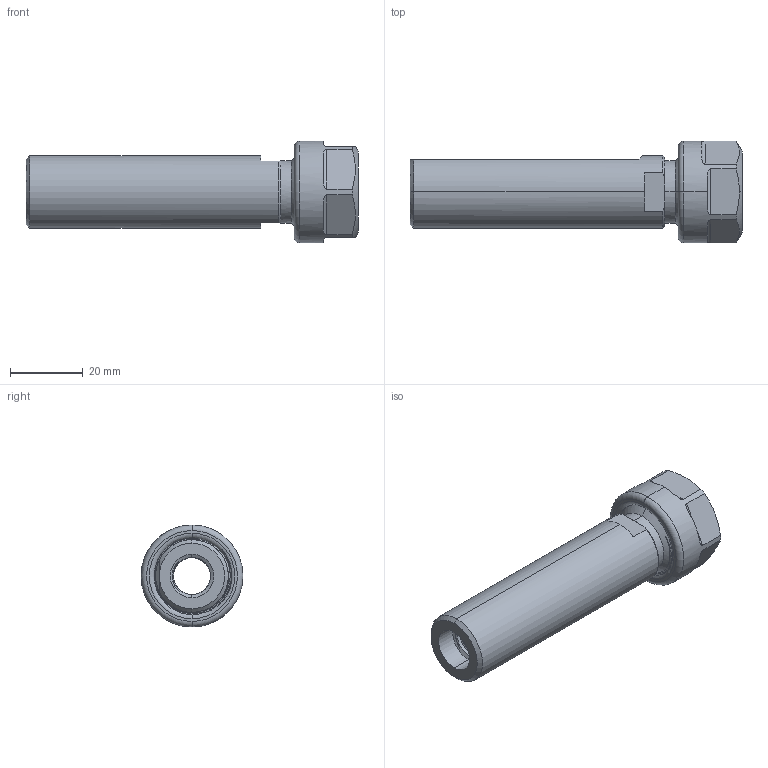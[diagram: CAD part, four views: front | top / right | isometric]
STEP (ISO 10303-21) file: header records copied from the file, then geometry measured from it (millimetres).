
FILE_DESCRIPTION (( 'STEP AP203' ), '1' );
FILE_NAME ('120.02.A.10.STEP', '2016-11-28T09:53:31', ( '' ), ( '' ), 'SwSTEP 2.0', 'SolidWorks 2012', '' );
FILE_SCHEMA (( 'CONFIG_CONTROL_DESIGN' ));
Length unit declared in the file: millimetre
Products named in the file (3): 120.02.A.10; 2-01.000.0160180C7_ER16螺帽(六角)
Assembly tree (2 placements, depth 2):
  120.02.A.10
    120.02.A.10
    2-01.000.0160180C7_ER16螺帽(六角)
Bounding box: 91.3 x 28 x 28 mm (x, y, z)
Volume: 22092.5 mm3; surface area: 13678.8 mm2
Topology: 2 solids, 2 shells, 204 faces, 560 edges, 360 vertices
Faces by surface type: cylinder 123, plane 30, torus 20, cone 19, bspline 12
Entity records: 13033 total; most frequent: CARTESIAN_POINT 8235, ORIENTED_EDGE 1116, DIRECTION 806, EDGE_CURVE 558, VERTEX_POINT 360, AXIS2_PLACEMENT_3D 318, EDGE_LOOP 210, FACE_OUTER_BOUND 204
